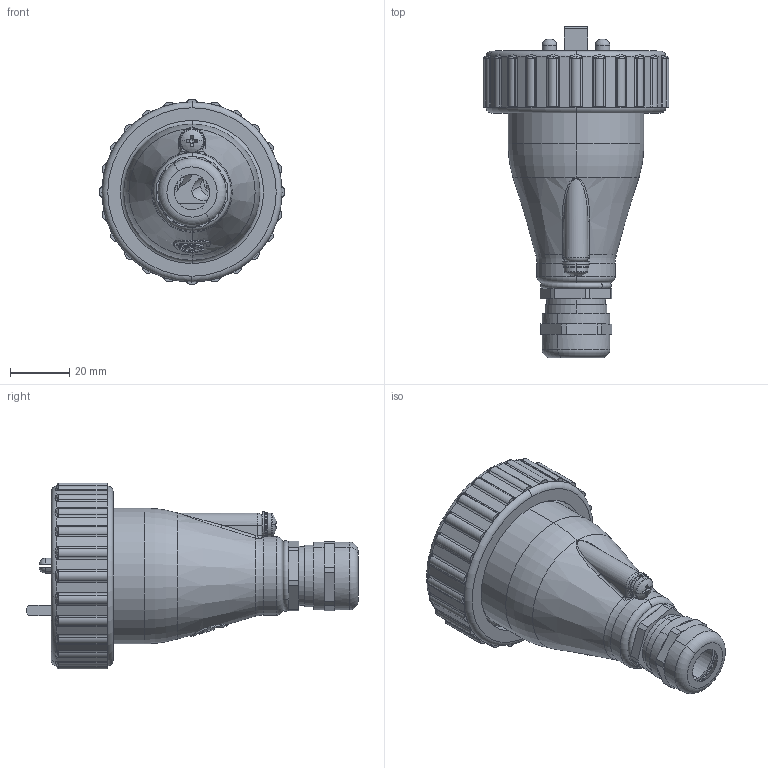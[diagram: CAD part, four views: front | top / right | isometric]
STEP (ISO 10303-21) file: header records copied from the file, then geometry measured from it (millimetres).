
FILE_DESCRIPTION (( 'STEP AP214' ), '1' );
FILE_NAME ('Øòåïñåëü 220Â ñáîðêà.STEP', '2014-09-18T10:24:18', ( '' ), ( '' ), 'SwSTEP 2.0', 'SolidWorks 2013', '' );
FILE_SCHEMA (( 'AUTOMOTIVE_DESIGN' ));
Length unit declared in the file: millimetre
Products named in the file (25): Âèíò Ì4õ16 + øàéáû; Pan Head Cross Recess Screw_DIN_ISO 7045 - M4 x 16 - Z --- 16N; Çàæèì øòåïñåëÿ 220Â; Âèíò Ì4õ6 + øàéáû; Ñàëüíèê; spring lock washer 2_din_DIN 6905-4.55-FSt; 逄鋋襡樇鳺 - 謥賥縺; Ïëàñòèêîâàÿ âñòàâêà; plain washer grade a_din_Washer DIN 125 - A 4.3; Ñàëüíèê - çàæèì; 扻錪犩 - 鍒鳪; Pan Head Cross Recess Screw_DIN_ISO 7045 - M4 x 6 - Z --- 6N; Øòåïñåëü 220Â ëàòóíü; Øòåïñåëü 220Â; countersunk flat head cross recess screw_din_ISO 7046-1 - M4 x 10 - Z --- 10N; Øòåïñåëü 220Â ñáîðêà; curved spring lock washer_din_Spring washer DIN 128 - A5; plain washer grade a_din_Washer DIN 125 - A 5.3; hex thin nut chamfered gradeab_din_Hexagon Thin Nut ISO 4035 - M5 - N; Øòåïñåëü 220Â âåðñèÿ 3; Øòûðü - ñáîðêà 70 ãðàäóñîâ; Øòûðü; 砑僔蠂縺 20擤; Øòûðü ìàëûé
Assembly tree (36 placements, depth 4):
  Øòåïñåëü 220Â ñáîðêà
    Øòåïñåëü 220Â ëàòóíü
    Âèíò Ì4õ6 + øàéáû  x2
      Pan Head Cross Recess Screw_DIN_ISO 7045 - M4 x 6 - Z --- 6N
      plain washer grade a_din_Washer DIN 125 - A 4.3
      spring lock washer 2_din_DIN 6905-4.55-FSt
    Âèíò Ì4õ16 + øàéáû  x2
      Pan Head Cross Recess Screw_DIN_ISO 7045 - M4 x 16 - Z --- 16N
      plain washer grade a_din_Washer DIN 125 - A 4.3
      spring lock washer 2_din_DIN 6905-4.55-FSt
    Øòåïñåëü 220Â
      Øòûðü ìàëûé  x2
      Øòûðü - ñáîðêà 70 ãðàäóñîâ
        砑僔蠂縺 20擤
        Øòûðü
      Øòåïñåëü 220Â âåðñèÿ 3
      hex thin nut chamfered gradeab_din_Hexagon Thin Nut ISO 4035 - M5 - N  x6
      plain washer grade a_din_Washer DIN 125 - A 5.3  x2
      curved spring lock washer_din_Spring washer DIN 128 - A5  x2
      countersunk flat head cross recess screw_din_ISO 7046-1 - M4 x 10 - Z --- 10N
    Ñàëüíèê
      Ñàëüíèê
      扻錪犩 - 鍒鳪
      Ñàëüíèê - çàæèì
      Ïëàñòèêîâàÿ âñòàâêà
      逄鋋襡樇鳺 - 謥賥縺
    Çàæèì øòåïñåëÿ 220Â
Bounding box: 62.99 x 112.5 x 63 mm (x, y, z)
Volume: 74130.8 mm3; surface area: 51418.1 mm2
Topology: 36 solids, 36 shells, 1515 faces, 3798 edges, 2399 vertices
Faces by surface type: plane 705, cylinder 365, cone 170, bspline 163, torus 104, sphere 8
Entity records: 50377 total; most frequent: CARTESIAN_POINT 20202, ORIENTED_EDGE 6304, DIRECTION 5648, EDGE_CURVE 3152, AXIS2_PLACEMENT_3D 2034, VERTEX_POINT 2021, VECTOR 1580, LINE 1580
